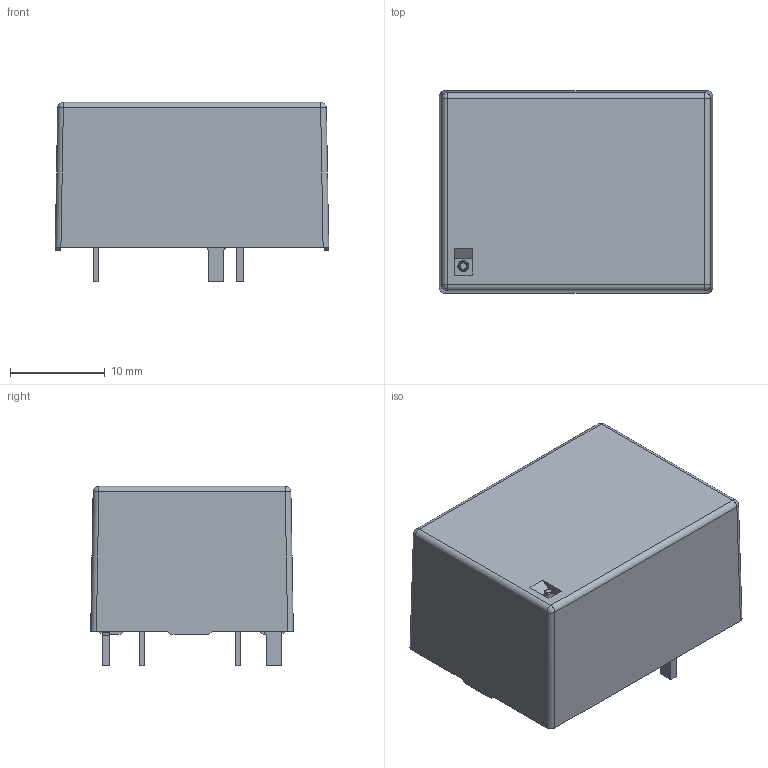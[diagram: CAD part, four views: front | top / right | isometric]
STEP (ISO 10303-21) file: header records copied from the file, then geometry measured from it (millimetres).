
FILE_DESCRIPTION((''),'2;1');
FILE_NAME('C-1558666-1','2017-07-10T',('workeradm'),('Tyco Electronics Ltd.'),'CREO PARAMETRIC BY PTC INC, 2016050','CREO PARAMETRIC BY PTC INC, 2016050','');
FILE_SCHEMA(('AUTOMOTIVE_DESIGN { 1 0 10303 214 1 1 1 1 }'));
Length unit declared in the file: millimetre
Products named in the file (1): C-1558666-1
Bounding box: 28.9 x 21.4 x 18.95 mm (x, y, z)
Volume: 9224.2 mm3; surface area: 2761.3 mm2
Topology: 1 solids, 1 shells, 76 faces, 188 edges, 120 vertices
Faces by surface type: plane 51, cylinder 15, torus 4, sphere 4, cone 2
Entity records: 2286 total; most frequent: CARTESIAN_POINT 414, ORIENTED_EDGE 376, DIRECTION 374, EDGE_CURVE 188, VECTOR 146, LINE 146, VERTEX_POINT 120, AXIS2_PLACEMENT_3D 114
